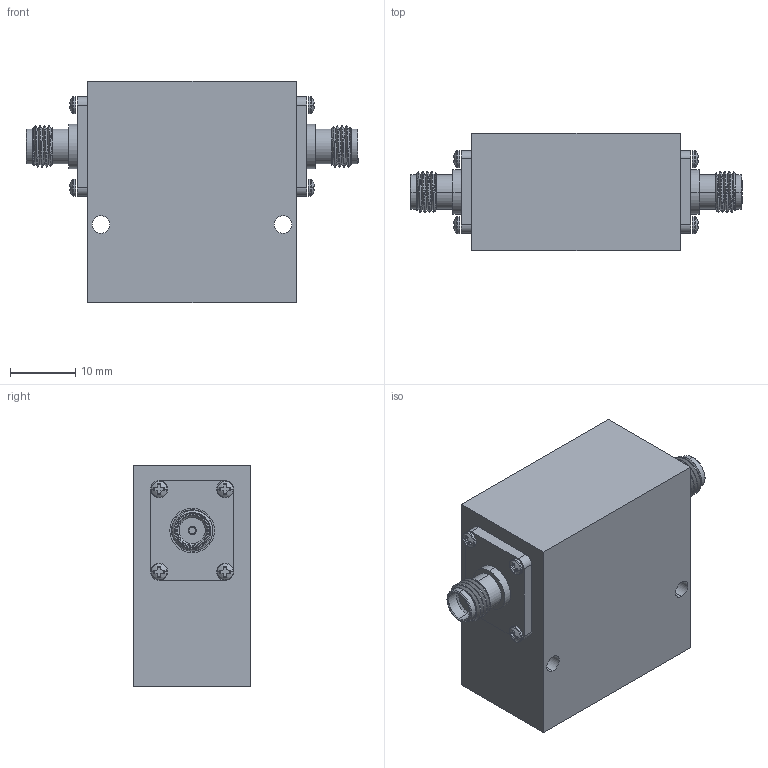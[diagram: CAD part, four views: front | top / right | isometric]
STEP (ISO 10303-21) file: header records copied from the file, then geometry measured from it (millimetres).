
FILE_DESCRIPTION (( 'STEP AP214' ), '1' );
FILE_NAME ('SFI2040.STEP', '2017-11-10T18:25:13', ( '' ), ( '' ), 'SwSTEP 2.0', 'SolidWorks 2017', '' );
FILE_SCHEMA (( 'AUTOMOTIVE_DESIGN' ));
Length unit declared in the file: inch
Products named in the file (1): SFI2040
Bounding box: 51.05 x 18.05 x 34 mm (x, y, z)
Volume: 20371.7 mm3; surface area: 7587.6 mm2
Topology: 14 solids, 14 shells, 1147 faces, 3027 edges, 2008 vertices
Faces by surface type: plane 652, bspline 331, cylinder 100, cone 64
Entity records: 67649 total; most frequent: CARTESIAN_POINT 26698, ORIENTED_EDGE 6054, DIRECTION 4177, EDGE_CURVE 3027, VERTEX_POINT 2008, VECTOR 1831, LINE 1831, EDGE_LOOP 1271
